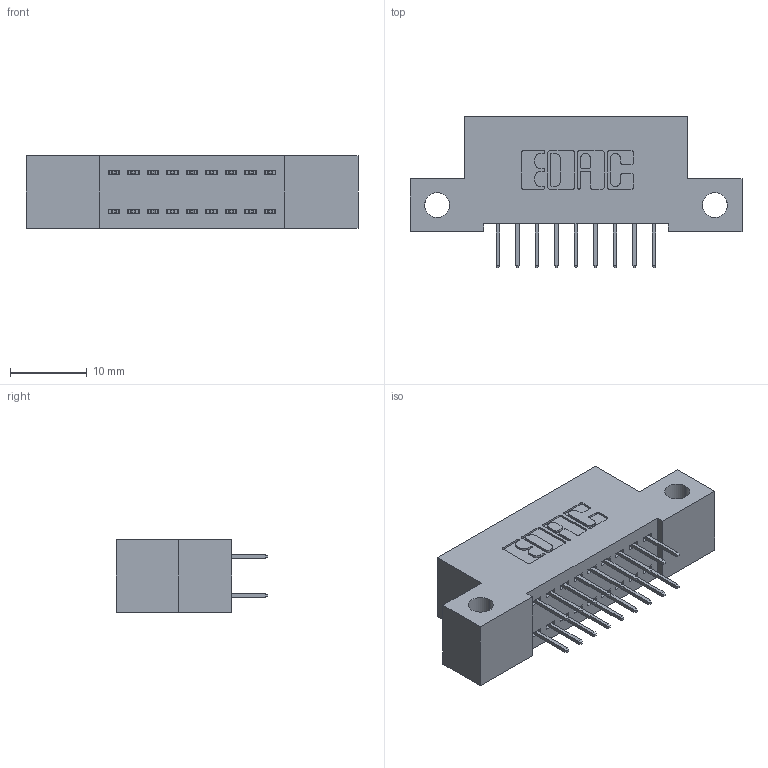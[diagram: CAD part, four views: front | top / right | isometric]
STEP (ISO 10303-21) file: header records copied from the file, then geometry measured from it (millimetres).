
FILE_DESCRIPTION (( 'STEP AP203' ), '1' );
FILE_NAME ('342-018-524-212.STEP', '2019-10-01T19:55:05', ( '' ), ( '' ), 'SwSTEP 2.0', 'SolidWorks 2016', '' );
FILE_SCHEMA (( 'CONFIG_CONTROL_DESIGN' ));
Length unit declared in the file: inch
Products named in the file (3): 342 Part_Side Mount; 345-292-001_345-293-124; 342-018-524-212
Assembly tree (19 placements, depth 2):
  342-018-524-212
    342 Part_Side Mount
    345-292-001_345-293-124  x18
Bounding box: 43.18 x 19.69 x 9.4 mm (x, y, z)
Volume: 3622.3 mm3; surface area: 4852.5 mm2
Topology: 19 solids, 19 shells, 1118 faces, 3161 edges, 2034 vertices
Faces by surface type: plane 822, cylinder 296
Entity records: 10003 total; most frequent: CARTESIAN_POINT 1694, ORIENTED_EDGE 1630, DIRECTION 1507, EDGE_CURVE 815, VECTOR 691, LINE 691, VERTEX_POINT 538, AXIS2_PLACEMENT_3D 408
